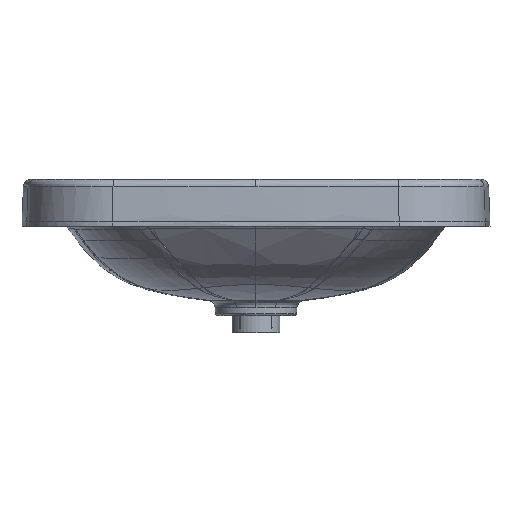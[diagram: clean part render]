
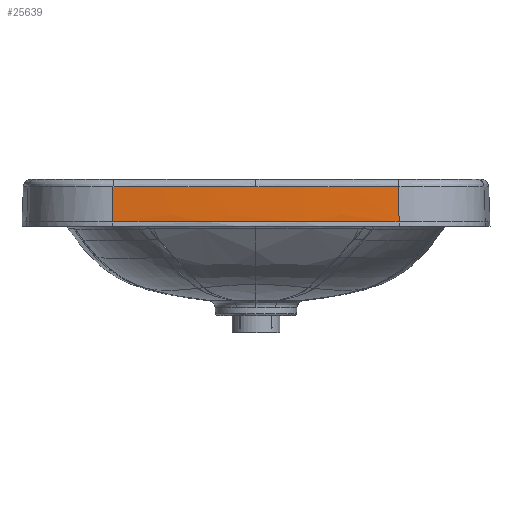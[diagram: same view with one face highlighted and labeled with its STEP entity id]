
A CAD part, front view. The second image highlights one B-rep face of the part: STEP entity #25639.
In plain terms, the highlighted free-form (B-spline) face has degree [5, 5] with [6, 6] control points.
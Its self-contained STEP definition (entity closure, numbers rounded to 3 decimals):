
#19856=CARTESIAN_POINT('',(-209.414,-131.363,-6.756));
#19857=VERTEX_POINT('',#19856);
#19940=CARTESIAN_POINT('',(-213.736,0.,-6.756));
#19941=VERTEX_POINT('',#19940);
#19949=CARTESIAN_POINT('',(1784.984,-0.001,-6.749));
#19950=DIRECTION('',(0.,0.,1.));
#19951=DIRECTION('',(-0.998,-0.066,0.));
#19952=AXIS2_PLACEMENT_3D('',#19949,#19950,#19951);
#19953=CIRCLE('',#19952,1998.72);
#19954=EDGE_CURVE('',#19941,#19857,#19953,.T.);
#25005=CARTESIAN_POINT('',(-209.414,131.363,-6.756));
#25006=VERTEX_POINT('',#25005);
#25089=CARTESIAN_POINT('',(1784.993,0.,-6.749));
#25090=DIRECTION('',(0.,0.,1.));
#25091=DIRECTION('',(-1.,0.,0.));
#25092=AXIS2_PLACEMENT_3D('',#25089,#25090,#25091);
#25093=CIRCLE('',#25092,1998.729);
#25094=EDGE_CURVE('',#25006,#19941,#25093,.T.);
#25550=CARTESIAN_POINT('',(-210.54,-131.437,-39.053));
#25551=VERTEX_POINT('',#25550);
#25552=CARTESIAN_POINT('',(-209.414,-131.363,-6.756));
#25553=DIRECTION('',(-0.035,-0.002,-0.999));
#25554=VECTOR('',#25553,32.316);
#25555=LINE('',#25552,#25554);
#25556=EDGE_CURVE('',#19857,#25551,#25555,.T.);
#25582=CARTESIAN_POINT('',(-209.414,-131.363,-6.756));
#25583=CARTESIAN_POINT('',(-212.87,-78.894,-6.756));
#25584=CARTESIAN_POINT('',(-214.601,-26.312,-6.756));
#25585=CARTESIAN_POINT('',(-214.601,26.312,-6.756));
#25586=CARTESIAN_POINT('',(-212.87,78.894,-6.756));
#25587=CARTESIAN_POINT('',(-209.414,131.363,-6.756));
#25588=CARTESIAN_POINT('',(-209.639,-131.378,-13.216));
#25589=CARTESIAN_POINT('',(-213.096,-78.903,-13.216));
#25590=CARTESIAN_POINT('',(-214.826,-26.315,-13.216));
#25591=CARTESIAN_POINT('',(-214.826,26.315,-13.216));
#25592=CARTESIAN_POINT('',(-213.096,78.903,-13.216));
#25593=CARTESIAN_POINT('',(-209.639,131.378,-13.216));
#25594=CARTESIAN_POINT('',(-209.865,-131.393,-19.675));
#25595=CARTESIAN_POINT('',(-213.321,-78.912,-19.675));
#25596=CARTESIAN_POINT('',(-215.052,-26.318,-19.675));
#25597=CARTESIAN_POINT('',(-215.052,26.318,-19.675));
#25598=CARTESIAN_POINT('',(-213.321,78.912,-19.675));
#25599=CARTESIAN_POINT('',(-209.864,131.393,-19.675));
#25600=CARTESIAN_POINT('',(-210.09,-131.407,-26.134));
#25601=CARTESIAN_POINT('',(-213.547,-78.921,-26.135));
#25602=CARTESIAN_POINT('',(-215.278,-26.32,-26.135));
#25603=CARTESIAN_POINT('',(-215.278,26.321,-26.135));
#25604=CARTESIAN_POINT('',(-213.547,78.921,-26.135));
#25605=CARTESIAN_POINT('',(-210.09,131.407,-26.134));
#25606=CARTESIAN_POINT('',(-210.315,-131.422,-32.594));
#25607=CARTESIAN_POINT('',(-213.772,-78.93,-32.594));
#25608=CARTESIAN_POINT('',(-215.503,-26.323,-32.594));
#25609=CARTESIAN_POINT('',(-215.503,26.324,-32.594));
#25610=CARTESIAN_POINT('',(-213.772,78.93,-32.594));
#25611=CARTESIAN_POINT('',(-210.315,131.422,-32.594));
#25612=CARTESIAN_POINT('',(-210.54,-131.437,-39.053));
#25613=CARTESIAN_POINT('',(-213.998,-78.939,-39.053));
#25614=CARTESIAN_POINT('',(-215.729,-26.326,-39.053));
#25615=CARTESIAN_POINT('',(-215.729,26.327,-39.053));
#25616=CARTESIAN_POINT('',(-213.998,78.939,-39.053));
#25617=CARTESIAN_POINT('',(-210.54,131.437,-39.053));
#25618=B_SPLINE_SURFACE_WITH_KNOTS('',5,5,((#25582,#25588,#25594,#25600,#25606,#25612),(#25583,#25589,#25595,#25601,#25607,#25613),(#25584,#25590,#25596,#25602,#25608,#25614),(#25585,#25591,#25597,#25603,#25609,#25615),(#25586,#25592,#25598,#25604,#25610,#25616),(#25587,#25593,#25599,#25605,#25611,#25617)),.UNSPECIFIED.,.F.,.F.,.U.,(6,6),(6,6),(0.0,371.98),(6.707,39.024),.UNSPECIFIED.);
#25619=CARTESIAN_POINT('',(-210.54,131.437,-39.053));
#25620=VERTEX_POINT('',#25619);
#25621=CARTESIAN_POINT('',(-209.414,131.363,-6.756));
#25622=DIRECTION('',(-0.035,0.002,-0.999));
#25623=VECTOR('',#25622,32.316);
#25624=LINE('',#25621,#25623);
#25625=EDGE_CURVE('',#25006,#25620,#25624,.T.);
#25626=ORIENTED_EDGE('',*,*,#25625,.T.);
#25627=CARTESIAN_POINT('',(1784.995,0.,-39.045));
#25628=DIRECTION('',(0.,0.,1.));
#25629=DIRECTION('',(-0.998,-0.066,0.));
#25630=AXIS2_PLACEMENT_3D('',#25627,#25628,#25629);
#25631=CIRCLE('',#25630,1999.859);
#25632=EDGE_CURVE('',#25620,#25551,#25631,.T.);
#25633=ORIENTED_EDGE('',*,*,#25632,.T.);
#25634=ORIENTED_EDGE('',*,*,#25556,.F.);
#25635=ORIENTED_EDGE('',*,*,#19954,.F.);
#25636=ORIENTED_EDGE('',*,*,#25094,.F.);
#25637=EDGE_LOOP('',(#25626,#25633,#25634,#25635,#25636));
#25638=FACE_OUTER_BOUND('',#25637,.T.);
#25639=ADVANCED_FACE('',(#25638),#25618,.T.);
